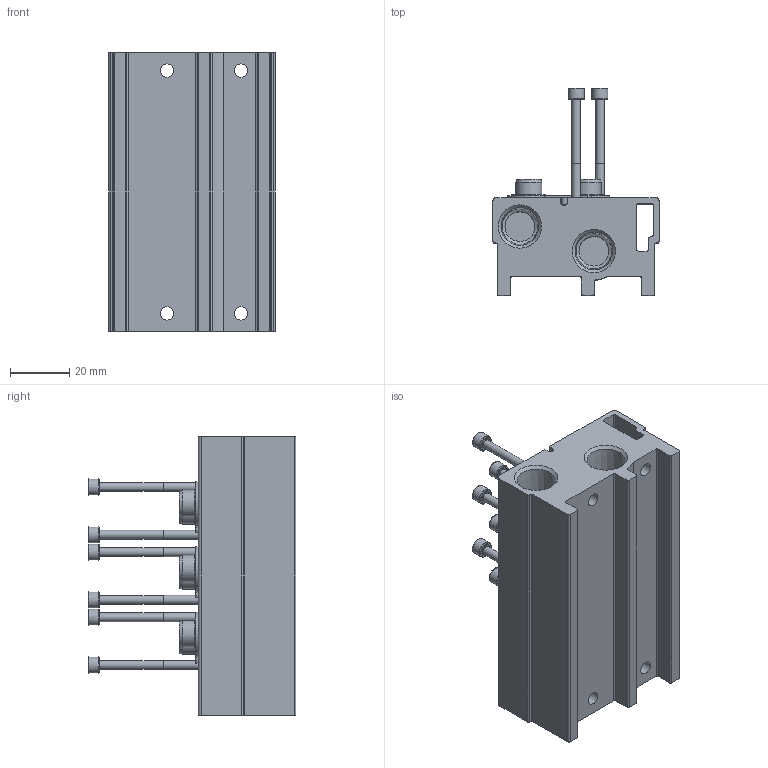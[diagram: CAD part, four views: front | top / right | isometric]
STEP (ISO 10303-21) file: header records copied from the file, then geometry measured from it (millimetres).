
FILE_DESCRIPTION(/* description */ ('STEP AP214'),/* implementation_level */ '2;1');
FILE_NAME(/* name */ '576478_VABM-B10-20S-N14-3-P3',/* time_stamp */ '2024-09-15T21:32:44+02:00',/* author */ ('License CC BY-ND 4.0'),/* organization */ ('CADENAS'),/* preprocessor_version */ 'ST-DEVELOPER v19.3',/* originating_system */ 'PARTsolutions',/* authorisation */ ' ');
FILE_SCHEMA (('AUTOMOTIVE_DESIGN {1 0 10303 214 3 1 1}'));
Length unit declared in the file: millimetre
Products named in the file (5): 576478 VABM-B10-20S-N14-3-P3; 576478 VABM-B10-20S-N14-3-P3---(M); 1715486 VUVS-G18-2---(S); 2833702 F-M3x40-10.9; 174165 B-1/4-NPT---(Plug)
Assembly tree (12 placements, depth 2):
  576478 VABM-B10-20S-N14-3-P3
    576478 VABM-B10-20S-N14-3-P3---(M)
    1715486 VUVS-G18-2---(S)  x3
    2833702 F-M3x40-10.9  x6
    174165 B-1/4-NPT---(Plug)  x2
Bounding box: 56.1 x 70.1 x 94 mm (x, y, z)
Volume: 121709.5 mm3; surface area: 43018.5 mm2
Topology: 12 solids, 12 shells, 537 faces, 1334 edges, 851 vertices
Faces by surface type: plane 273, cylinder 150, cone 96, torus 18
Full cylindrical faces by diameter (mm): 2.459 x6, 2.92 x6, 3 x6, 3.242 x1, 3.5 x1, 4.5 x4, 5.5 x6, 6 x12, 6.35 x2, 8.9 x6, 10.1 x2, 10.8 x6
Entity records: 7272 total; most frequent: CARTESIAN_POINT 1353, DIRECTION 1250, ORIENTED_EDGE 1048, EDGE_CURVE 524, AXIS2_PLACEMENT_3D 483, VERTEX_POINT 387, FACE_BOUND 381, EDGE_LOOP 372
